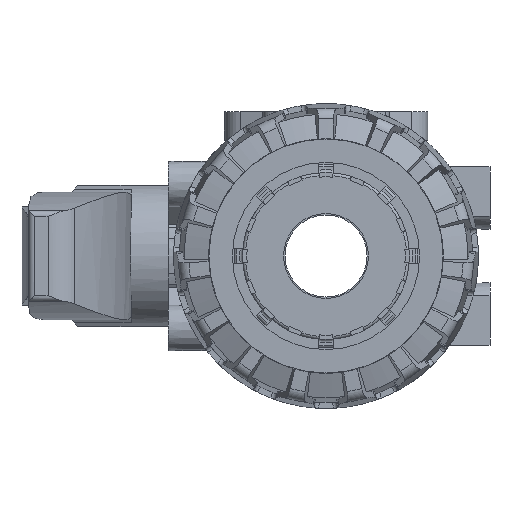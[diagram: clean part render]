
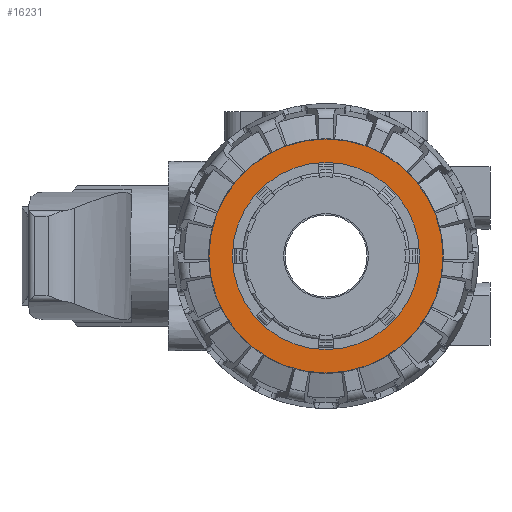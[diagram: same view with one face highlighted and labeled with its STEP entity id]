
A CAD part, left-side view. The second image highlights one B-rep face of the part: STEP entity #16231.
In plain terms, the highlighted face is planar.
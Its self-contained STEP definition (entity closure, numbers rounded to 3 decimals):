
#915=FACE_BOUND($,#3685,.T.);
#916=FACE_BOUND($,#3686,.T.);
#1714=CIRCLE($,#17383,16.55);
#1785=CIRCLE($,#17615,20.7);
#3685=EDGE_LOOP($,(#13981));
#3686=EDGE_LOOP($,(#13982));
#6881=VERTEX_POINT($,#27353);
#7167=VERTEX_POINT($,#28951);
#8960=EDGE_CURVE($,#6881,#6881,#1714,.T.);
#9339=EDGE_CURVE($,#7167,#7167,#1785,.T.);
#13981=ORIENTED_EDGE($,*,*,#8960,.T.);
#13982=ORIENTED_EDGE($,*,*,#9339,.T.);
#15419=PLANE($,#17814);
#16231=ADVANCED_FACE($,(#915,#916),#15419,.T.);
#17383=AXIS2_PLACEMENT_3D($,#27354,#20693,#20694);
#17615=AXIS2_PLACEMENT_3D($,#28952,#21257,#21258);
#17814=AXIS2_PLACEMENT_3D($,#29679,#21735,#21736);
#20693=DIRECTION('center_axis',(0.,-1.,0.));
#20694=DIRECTION('ref_axis',(-1.,0.,0.));
#21257=DIRECTION('center_axis',(0.,1.,0.));
#21258=DIRECTION('ref_axis',(-1.,0.,0.));
#21735=DIRECTION('center_axis',(0.,1.,0.));
#21736=DIRECTION('ref_axis',(0.,0.,1.));
#27353=CARTESIAN_POINT('',(-16.55,21.2,0.));
#27354=CARTESIAN_POINT('Origin',(0.,21.2,0.));
#28951=CARTESIAN_POINT('',(-20.7,21.2,0.));
#28952=CARTESIAN_POINT('Origin',(0.,21.2,0.));
#29679=CARTESIAN_POINT('Origin',(-10.35,21.2,0.));
